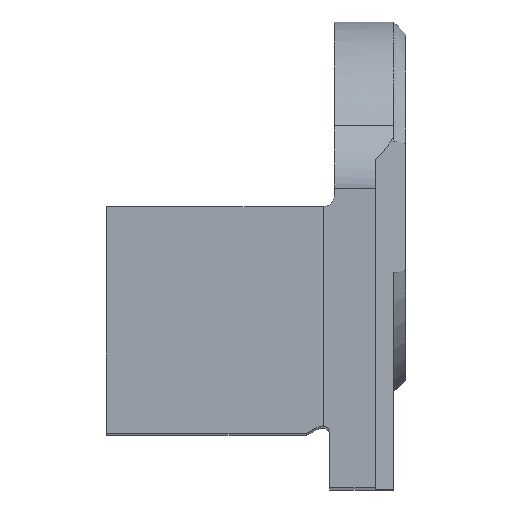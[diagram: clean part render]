
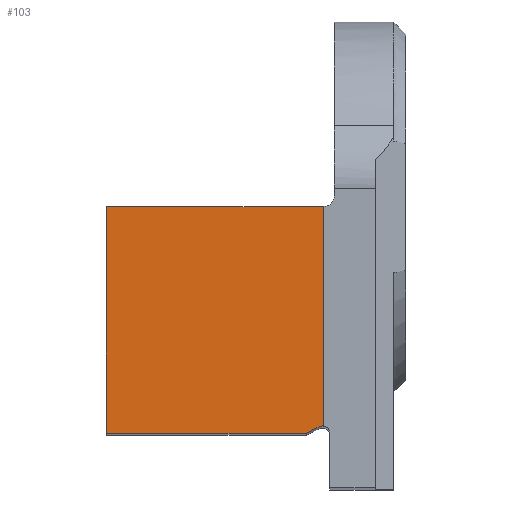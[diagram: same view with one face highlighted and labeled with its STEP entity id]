
A CAD part, top view. The second image highlights one B-rep face of the part: STEP entity #103.
In plain terms, the highlighted planar face has unit normal (0, 0, 1).
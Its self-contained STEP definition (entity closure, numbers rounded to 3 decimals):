
#78=FACE_OUTER_BOUND('',#315,.T.);
#103=ADVANCED_FACE('',(#78),#148,.F.);
#148=PLANE('',#826);
#181=LINE('',#1202,#227);
#182=LINE('',#1204,#228);
#183=LINE('',#1206,#229);
#184=LINE('',#1208,#230);
#185=LINE('',#1210,#231);
#227=VECTOR('',#952,1.);
#228=VECTOR('',#953,1.);
#229=VECTOR('',#954,1.);
#230=VECTOR('',#955,1.);
#231=VECTOR('',#956,1.);
#315=EDGE_LOOP('',(#409,#410,#411,#412,#413,#414));
#409=ORIENTED_EDGE('',*,*,#671,.T.);
#410=ORIENTED_EDGE('',*,*,#672,.T.);
#411=ORIENTED_EDGE('',*,*,#673,.T.);
#412=ORIENTED_EDGE('',*,*,#674,.T.);
#413=ORIENTED_EDGE('',*,*,#675,.T.);
#414=ORIENTED_EDGE('',*,*,#655,.F.);
#581=VERTEX_POINT('',#1161);
#582=VERTEX_POINT('',#1163);
#594=VERTEX_POINT('',#1203);
#595=VERTEX_POINT('',#1205);
#596=VERTEX_POINT('',#1207);
#597=VERTEX_POINT('',#1209);
#655=EDGE_CURVE('',#581,#582,#745,.T.);
#671=EDGE_CURVE('',#581,#594,#181,.T.);
#672=EDGE_CURVE('',#594,#595,#182,.T.);
#673=EDGE_CURVE('',#595,#596,#183,.T.);
#674=EDGE_CURVE('',#596,#597,#184,.T.);
#675=EDGE_CURVE('',#597,#582,#185,.T.);
#745=CIRCLE('',#818,0.8);
#818=AXIS2_PLACEMENT_3D('',#1162,#926,#927);
#826=AXIS2_PLACEMENT_3D('',#1211,#957,#958);
#926=DIRECTION('',(0.,0.,1.));
#927=DIRECTION('',(1.,0.,0.));
#952=DIRECTION('',(0.,1.,0.));
#953=DIRECTION('',(-1.,0.,0.));
#954=DIRECTION('',(0.,-1.,0.));
#955=DIRECTION('',(1.,0.,0.));
#956=DIRECTION('',(0.891,0.454,0.));
#957=DIRECTION('',(0.,0.,-1.));
#958=DIRECTION('',(-1.,0.,0.));
#1161=CARTESIAN_POINT('',(23.8,0.794,0.));
#1162=CARTESIAN_POINT('',(23.7,0.,0.));
#1163=CARTESIAN_POINT('',(23.337,0.713,0.));
#1202=CARTESIAN_POINT('',(23.8,0.,0.));
#1203=CARTESIAN_POINT('',(23.8,24.875,0.));
#1204=CARTESIAN_POINT('',(24.5,24.875,0.));
#1205=CARTESIAN_POINT('',(0.,24.875,0.));
#1206=CARTESIAN_POINT('',(0.,24.875,0.));
#1207=CARTESIAN_POINT('',(0.,0.,0.));
#1208=CARTESIAN_POINT('',(0.,0.,0.));
#1209=CARTESIAN_POINT('',(21.938,0.,0.));
#1210=CARTESIAN_POINT('',(21.938,0.,0.));
#1211=CARTESIAN_POINT('',(23.7,0.,0.));
